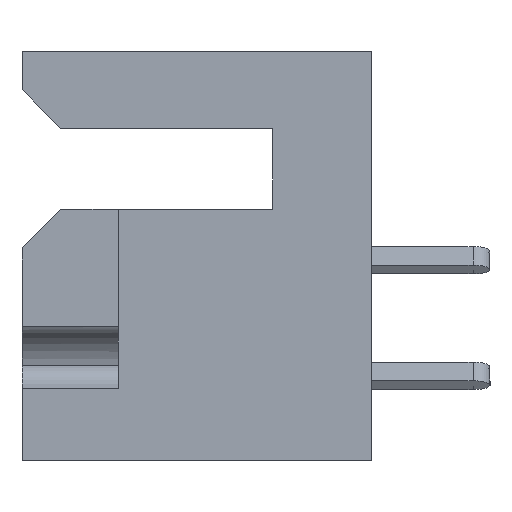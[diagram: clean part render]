
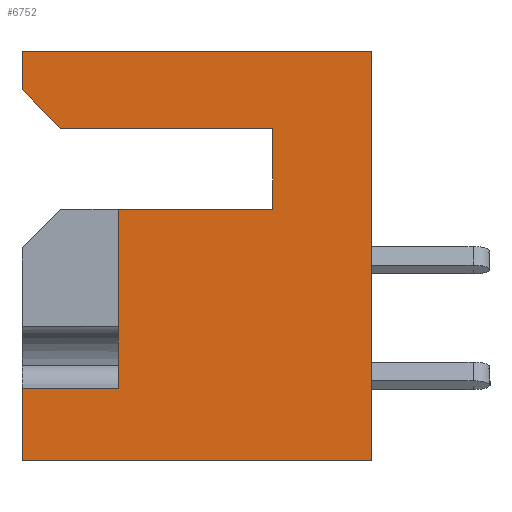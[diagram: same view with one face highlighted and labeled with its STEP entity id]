
A CAD part, left-side view. The second image highlights one B-rep face of the part: STEP entity #6752.
In plain terms, the highlighted planar face has unit normal (-1, 0, 0).
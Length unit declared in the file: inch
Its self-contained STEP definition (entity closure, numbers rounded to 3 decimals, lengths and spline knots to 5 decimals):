
#272 = VERTEX_POINT ( 'NONE', #15916 ) ;
#564 = ORIENTED_EDGE ( 'NONE', *, *, #17708, .F. ) ;
#877 = VERTEX_POINT ( 'NONE', #28481 ) ;
#953 = VECTOR ( 'NONE', #7165, 39.37008 ) ;
#1209 = CARTESIAN_POINT ( 'NONE',  ( 0., 0.453, -0.531 ) ) ;
#1421 = EDGE_CURVE ( 'NONE', #6890, #25833, #12574, .T. ) ;
#2058 = LINE ( 'NONE', #5754, #7526 ) ;
#2648 = DIRECTION ( 'NONE',  ( 0., 0., 1. ) ) ;
#2660 = VERTEX_POINT ( 'NONE', #27305 ) ;
#2851 = EDGE_CURVE ( 'NONE', #877, #272, #3877, .T. ) ;
#3052 = DIRECTION ( 'NONE',  ( 0., 1., 0. ) ) ;
#3161 = EDGE_CURVE ( 'NONE', #6893, #3332, #5041, .T. ) ;
#3332 = VERTEX_POINT ( 'NONE', #29489 ) ;
#3629 = DIRECTION ( 'NONE',  ( 0., -1., 0. ) ) ;
#3638 = VERTEX_POINT ( 'NONE', #26100 ) ;
#3779 = VECTOR ( 'NONE', #3629, 39.37008 ) ;
#3877 = LINE ( 'NONE', #8235, #7823 ) ;
#4618 = VECTOR ( 'NONE', #3052, 39.37008 ) ;
#5041 = LINE ( 'NONE', #5998, #7007 ) ;
#5213 = EDGE_CURVE ( 'NONE', #16324, #3332, #31709, .T. ) ;
#5754 = CARTESIAN_POINT ( 'NONE',  ( 0., 0.453, 0. ) ) ;
#5962 = DIRECTION ( 'NONE',  ( 0., 0., 1. ) ) ;
#5998 = CARTESIAN_POINT ( 'NONE',  ( 0., 0.453, 0. ) ) ;
#6056 = LINE ( 'NONE', #9562, #29304 ) ;
#6196 = DIRECTION ( 'NONE',  ( 0., 0., 1. ) ) ;
#6752 = ADVANCED_FACE ( 'NONE', ( #12625 ), #16360, .F. ) ;
#6890 = VERTEX_POINT ( 'NONE', #17137 ) ;
#6893 = VERTEX_POINT ( 'NONE', #17020 ) ;
#7007 = VECTOR ( 'NONE', #19145, 39.37008 ) ;
#7165 = DIRECTION ( 'NONE',  ( 0., 0., 1. ) ) ;
#7519 = EDGE_CURVE ( 'NONE', #6890, #6893, #2058, .T. ) ;
#7526 = VECTOR ( 'NONE', #5962, 39.37008 ) ;
#7806 = CARTESIAN_POINT ( 'NONE',  ( 0., 0.403, -0.1 ) ) ;
#7823 = VECTOR ( 'NONE', #23468, 39.37008 ) ;
#7870 = CARTESIAN_POINT ( 'NONE',  ( 0., 0.328, -0.437 ) ) ;
#8235 = CARTESIAN_POINT ( 'NONE',  ( 0., 0.128, -0.205 ) ) ;
#9562 = CARTESIAN_POINT ( 'NONE',  ( 0., 0.128, -0.1 ) ) ;
#10837 = EDGE_CURVE ( 'NONE', #2660, #25203, #13578, .T. ) ;
#11223 = ORIENTED_EDGE ( 'NONE', *, *, #29433, .T. ) ;
#12217 = ORIENTED_EDGE ( 'NONE', *, *, #3161, .F. ) ;
#12574 = LINE ( 'NONE', #16112, #12977 ) ;
#12625 = FACE_OUTER_BOUND ( 'NONE', #13387, .T. ) ;
#12648 = CARTESIAN_POINT ( 'NONE',  ( 0., 0.128, -0.1 ) ) ;
#12977 = VECTOR ( 'NONE', #13546, 39.37008 ) ;
#13096 = VECTOR ( 'NONE', #6196, 39.37008 ) ;
#13387 = EDGE_LOOP ( 'NONE', ( #26080, #30392, #11223, #22431, #12217, #14424, #24050, #16752, #564, #26205, #14985 ) ) ;
#13546 = DIRECTION ( 'NONE',  ( 0., -0.707, -0.707 ) ) ;
#13578 = LINE ( 'NONE', #28022, #15507 ) ;
#14424 = ORIENTED_EDGE ( 'NONE', *, *, #7519, .F. ) ;
#14985 = ORIENTED_EDGE ( 'NONE', *, *, #24942, .F. ) ;
#15507 = VECTOR ( 'NONE', #23138, 39.37008 ) ;
#15916 = CARTESIAN_POINT ( 'NONE',  ( 0., 0.328, -0.205 ) ) ;
#16112 = CARTESIAN_POINT ( 'NONE',  ( 0., 0.403, -0.1 ) ) ;
#16324 = VERTEX_POINT ( 'NONE', #22343 ) ;
#16360 = PLANE ( 'NONE',  #25685 ) ;
#16549 = VECTOR ( 'NONE', #2648, 39.37008 ) ;
#16752 = ORIENTED_EDGE ( 'NONE', *, *, #31110, .F. ) ;
#17020 = CARTESIAN_POINT ( 'NONE',  ( 0., 0.453, 0. ) ) ;
#17137 = CARTESIAN_POINT ( 'NONE',  ( 0., 0.453, -0.05 ) ) ;
#17708 = EDGE_CURVE ( 'NONE', #877, #24167, #30502, .T. ) ;
#19145 = DIRECTION ( 'NONE',  ( 0., -1., 0. ) ) ;
#19295 = LINE ( 'NONE', #20519, #13096 ) ;
#20519 = CARTESIAN_POINT ( 'NONE',  ( 0., 0.328, -0.205 ) ) ;
#21557 = DIRECTION ( 'NONE',  ( 0., 0., -1. ) ) ;
#22343 = CARTESIAN_POINT ( 'NONE',  ( 0., 0., -0.531 ) ) ;
#22431 = ORIENTED_EDGE ( 'NONE', *, *, #5213, .T. ) ;
#22505 = LINE ( 'NONE', #7870, #4618 ) ;
#23138 = DIRECTION ( 'NONE',  ( 0., 0., 1. ) ) ;
#23468 = DIRECTION ( 'NONE',  ( 0., 1., 0. ) ) ;
#24050 = ORIENTED_EDGE ( 'NONE', *, *, #1421, .T. ) ;
#24140 = CARTESIAN_POINT ( 'NONE',  ( 0., 0.453, 0. ) ) ;
#24167 = VERTEX_POINT ( 'NONE', #25184 ) ;
#24269 = CARTESIAN_POINT ( 'NONE',  ( 0., 0., 0. ) ) ;
#24942 = EDGE_CURVE ( 'NONE', #3638, #272, #19295, .T. ) ;
#25184 = CARTESIAN_POINT ( 'NONE',  ( 0., 0.128, -0.1 ) ) ;
#25203 = VERTEX_POINT ( 'NONE', #26116 ) ;
#25685 = AXIS2_PLACEMENT_3D ( 'NONE', #24140, #26647, #21557 ) ;
#25833 = VERTEX_POINT ( 'NONE', #7806 ) ;
#26080 = ORIENTED_EDGE ( 'NONE', *, *, #28494, .T. ) ;
#26100 = CARTESIAN_POINT ( 'NONE',  ( 0., 0.328, -0.437 ) ) ;
#26116 = CARTESIAN_POINT ( 'NONE',  ( 0., 0.453, -0.437 ) ) ;
#26205 = ORIENTED_EDGE ( 'NONE', *, *, #2851, .T. ) ;
#26647 = DIRECTION ( 'NONE',  ( 1., 0., 0. ) ) ;
#27305 = CARTESIAN_POINT ( 'NONE',  ( 0., 0.453, -0.531 ) ) ;
#28022 = CARTESIAN_POINT ( 'NONE',  ( 0., 0.453, 0. ) ) ;
#28481 = CARTESIAN_POINT ( 'NONE',  ( 0., 0.128, -0.205 ) ) ;
#28494 = EDGE_CURVE ( 'NONE', #3638, #25203, #22505, .T. ) ;
#28611 = LINE ( 'NONE', #1209, #3779 ) ;
#29304 = VECTOR ( 'NONE', #31847, 39.37008 ) ;
#29433 = EDGE_CURVE ( 'NONE', #2660, #16324, #28611, .T. ) ;
#29489 = CARTESIAN_POINT ( 'NONE',  ( 0., 0., 0. ) ) ;
#30392 = ORIENTED_EDGE ( 'NONE', *, *, #10837, .F. ) ;
#30502 = LINE ( 'NONE', #12648, #16549 ) ;
#31110 = EDGE_CURVE ( 'NONE', #24167, #25833, #6056, .T. ) ;
#31709 = LINE ( 'NONE', #24269, #953 ) ;
#31847 = DIRECTION ( 'NONE',  ( 0., 1., 0. ) ) ;
